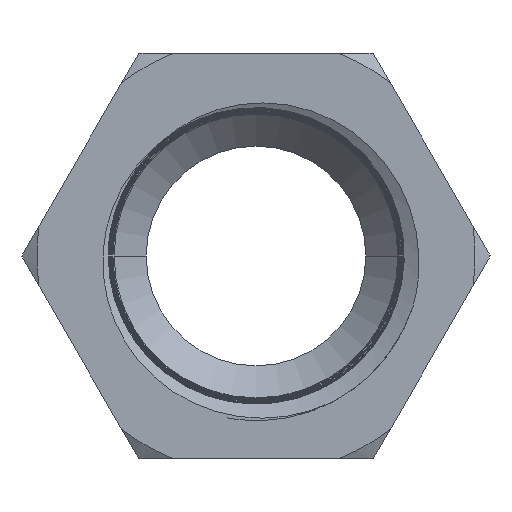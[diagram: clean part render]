
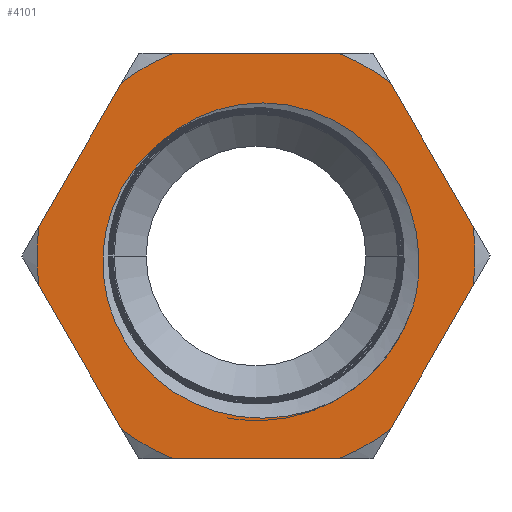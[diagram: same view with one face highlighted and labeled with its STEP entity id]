
A CAD part, left-side view. The second image highlights one B-rep face of the part: STEP entity #4101.
In plain terms, the highlighted planar face has unit normal (-1, 0, 0).
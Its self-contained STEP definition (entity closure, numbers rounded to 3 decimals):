
#121=DIRECTION('',(0.,-0.5,0.866));
#122=VECTOR('',#121,16.806);
#123=CARTESIAN_POINT('',(0.,22.042,3.023));
#124=LINE('',#123,#122);
#125=CARTESIAN_POINT('',(0.,0.,0.));
#126=DIRECTION('',(-1.,0.,0.));
#127=DIRECTION('',(0.,0.378,0.926));
#128=AXIS2_PLACEMENT_3D('',#125,#126,#127);
#130=DIRECTION('',(0.,-1.,0.));
#131=VECTOR('',#130,16.806);
#132=CARTESIAN_POINT('',(0.,8.403,20.6));
#133=LINE('',#132,#131);
#134=CARTESIAN_POINT('',(0.,0.,0.));
#135=DIRECTION('',(-1.,0.,0.));
#136=DIRECTION('',(0.,-0.613,0.79));
#137=AXIS2_PLACEMENT_3D('',#134,#135,#136);
#139=DIRECTION('',(0.,-0.5,-0.866));
#140=VECTOR('',#139,16.806);
#141=CARTESIAN_POINT('',(0.,-13.639,17.577));
#142=LINE('',#141,#140);
#143=DIRECTION('',(0.,0.5,-0.866));
#144=VECTOR('',#143,16.806);
#145=CARTESIAN_POINT('',(0.,-22.042,-3.023));
#146=LINE('',#145,#144);
#147=CARTESIAN_POINT('',(0.,0.,0.));
#148=DIRECTION('',(-1.,0.,0.));
#149=DIRECTION('',(0.,-0.378,-0.926));
#150=AXIS2_PLACEMENT_3D('',#147,#148,#149);
#152=DIRECTION('',(0.,1.,0.));
#153=VECTOR('',#152,16.806);
#154=CARTESIAN_POINT('',(0.,-8.403,-20.6));
#155=LINE('',#154,#153);
#156=CARTESIAN_POINT('',(0.,0.,0.));
#157=DIRECTION('',(-1.,0.,0.));
#158=DIRECTION('',(0.,0.613,-0.79));
#159=AXIS2_PLACEMENT_3D('',#156,#157,#158);
#161=DIRECTION('',(0.,0.5,0.866));
#162=VECTOR('',#161,16.806);
#163=CARTESIAN_POINT('',(0.,13.639,-17.577));
#164=LINE('',#163,#162);
#165=CARTESIAN_POINT('',(0.,9.877,11.379));
#166=CARTESIAN_POINT('',(0.,9.305,11.921));
#167=CARTESIAN_POINT('',(0.,8.091,12.9));
#168=CARTESIAN_POINT('',(0.,6.062,14.078));
#169=CARTESIAN_POINT('',(0.,3.844,14.941));
#170=CARTESIAN_POINT('',(0.,1.528,15.451));
#171=CARTESIAN_POINT('',(0.,-0.861,15.603));
#172=CARTESIAN_POINT('',(0.,-3.259,15.383));
#173=CARTESIAN_POINT('',(0.,-5.592,14.803));
#174=CARTESIAN_POINT('',(0.,-7.839,13.86));
#175=CARTESIAN_POINT('',(0.,-9.906,12.591));
#176=CARTESIAN_POINT('',(0.,-11.78,11.004));
#177=CARTESIAN_POINT('',(0.,-13.39,9.149));
#178=CARTESIAN_POINT('',(0.,-14.708,7.062));
#179=CARTESIAN_POINT('',(0.,-15.702,4.782));
#180=CARTESIAN_POINT('',(0.,-16.339,2.379));
#181=CARTESIAN_POINT('',(0.,-16.609,-0.115));
#182=CARTESIAN_POINT('',(0.,-16.498,-2.627));
#183=CARTESIAN_POINT('',(0.,-16.175,-4.27));
#184=CARTESIAN_POINT('',(0.,-15.949,-5.087));
#186=CARTESIAN_POINT('',(0.,0.,0.));
#187=DIRECTION('',(-1.,0.,0.));
#188=DIRECTION('',(0.,0.655,0.755));
#189=AXIS2_PLACEMENT_3D('',#186,#187,#188);
#191=CARTESIAN_POINT('',(0.,-7.729,-14.84));
#192=CARTESIAN_POINT('',(0.,-6.97,-15.203));
#193=CARTESIAN_POINT('',(0.,-5.419,-15.803));
#194=CARTESIAN_POINT('',(0.,-2.994,-16.35));
#195=CARTESIAN_POINT('',(0.,-0.501,-16.526));
#196=CARTESIAN_POINT('',(0.,1.95,-16.331));
#197=CARTESIAN_POINT('',(0.,4.363,-15.768));
#198=CARTESIAN_POINT('',(0.,6.638,-14.857));
#199=CARTESIAN_POINT('',(0.,8.744,-13.62));
#200=CARTESIAN_POINT('',(0.,10.641,-12.079));
#201=CARTESIAN_POINT('',(0.,12.264,-10.292));
#202=CARTESIAN_POINT('',(0.,13.606,-8.27));
#203=CARTESIAN_POINT('',(0.,14.614,-6.096));
#204=CARTESIAN_POINT('',(0.,15.283,-3.792));
#205=CARTESIAN_POINT('',(0.,15.593,-1.427));
#206=CARTESIAN_POINT('',(0.,15.542,0.944));
#207=CARTESIAN_POINT('',(0.,15.131,3.279));
#208=CARTESIAN_POINT('',(0.,14.375,5.506));
#209=CARTESIAN_POINT('',(0.,13.293,7.586));
#210=CARTESIAN_POINT('',(0.,11.909,9.471));
#211=CARTESIAN_POINT('',(0.,10.82,
10.559));
#212=CARTESIAN_POINT('',(0.,10.23,
11.063));
#214=CARTESIAN_POINT('',(0.,-15.949,-5.087));
#215=CARTESIAN_POINT('',(0.,-15.729,-5.776));
#216=CARTESIAN_POINT('',(0.,-15.206,-7.108));
#217=CARTESIAN_POINT('',(0.,-14.176,-8.984));
#218=CARTESIAN_POINT('',(0.,-12.928,-10.7));
#219=CARTESIAN_POINT('',(0.,-11.449,-12.271));
#220=CARTESIAN_POINT('',(0.,-9.732,-13.674));
#221=CARTESIAN_POINT('',(0.,-8.427,-14.477));
#222=CARTESIAN_POINT('',(0.,-7.729,-14.84));
#238=CARTESIAN_POINT('',(0.,0.,0.));
#239=DIRECTION('',(-1.,0.,0.));
#240=DIRECTION('',(0.,0.991,0.136));
#241=AXIS2_PLACEMENT_3D('',#238,#239,#240);
#264=CARTESIAN_POINT('',(0.,0.,0.));
#265=DIRECTION('',(-1.,0.,0.));
#266=DIRECTION('',(0.,-0.991,-0.136));
#267=AXIS2_PLACEMENT_3D('',#264,#265,#266);
#3841=CARTESIAN_POINT('',(0.,13.639,-17.577));
#3842=CARTESIAN_POINT('',(0.,8.403,-20.6));
#3843=VERTEX_POINT('',#3841);
#3844=VERTEX_POINT('',#3842);
#3845=CARTESIAN_POINT('',(0.,-8.403,-20.6));
#3846=CARTESIAN_POINT('',(0.,-13.639,-17.577));
#3847=VERTEX_POINT('',#3845);
#3848=VERTEX_POINT('',#3846);
#3849=CARTESIAN_POINT('',(0.,-13.639,17.577));
#3850=CARTESIAN_POINT('',(0.,-8.403,20.6));
#3851=VERTEX_POINT('',#3849);
#3852=VERTEX_POINT('',#3850);
#3853=CARTESIAN_POINT('',(0.,8.403,20.6));
#3854=CARTESIAN_POINT('',(0.,13.639,17.577));
#3855=VERTEX_POINT('',#3853);
#3856=VERTEX_POINT('',#3854);
#3873=CARTESIAN_POINT('',(0.,22.042,-3.023));
#3874=VERTEX_POINT('',#3873);
#3875=CARTESIAN_POINT('',(0.,22.042,3.023));
#3876=VERTEX_POINT('',#3875);
#3877=CARTESIAN_POINT('',(0.,-22.042,3.023));
#3878=VERTEX_POINT('',#3877);
#3879=CARTESIAN_POINT('',(0.,-22.042,-3.023));
#3880=VERTEX_POINT('',#3879);
#3927=VERTEX_POINT('',#165);
#3928=VERTEX_POINT('',#184);
#3929=VERTEX_POINT('',#222);
#3930=VERTEX_POINT('',#212);
#4060=CARTESIAN_POINT('',(0.,0.,0.));
#4061=DIRECTION('',(1.,0.,0.));
#4062=DIRECTION('',(0.,0.,-1.));
#4063=AXIS2_PLACEMENT_3D('',#4060,#4061,#4062);
#4064=PLANE('',#4063);
#4066=ORIENTED_EDGE('',*,*,#4065,.F.);
#4068=ORIENTED_EDGE('',*,*,#4067,.T.);
#4070=ORIENTED_EDGE('',*,*,#4069,.F.);
#4072=ORIENTED_EDGE('',*,*,#4071,.T.);
#4074=ORIENTED_EDGE('',*,*,#4073,.F.);
#4076=ORIENTED_EDGE('',*,*,#4075,.T.);
#4078=ORIENTED_EDGE('',*,*,#4077,.F.);
#4080=ORIENTED_EDGE('',*,*,#4079,.T.);
#4082=ORIENTED_EDGE('',*,*,#4081,.F.);
#4084=ORIENTED_EDGE('',*,*,#4083,.T.);
#4086=ORIENTED_EDGE('',*,*,#4085,.F.);
#4088=ORIENTED_EDGE('',*,*,#4087,.T.);
#4089=EDGE_LOOP('',(#4066,#4068,#4070,#4072,#4074,#4076,#4078,#4080,#4082,#4084,
#4086,#4088));
#4090=FACE_OUTER_BOUND('',#4089,.F.);
#4092=ORIENTED_EDGE('',*,*,#4091,.F.);
#4094=ORIENTED_EDGE('',*,*,#4093,.T.);
#4096=ORIENTED_EDGE('',*,*,#4095,.F.);
#4098=ORIENTED_EDGE('',*,*,#4097,.F.);
#4099=EDGE_LOOP('',(#4092,#4094,#4096,#4098));
#4100=FACE_BOUND('',#4099,.F.);
#129=CIRCLE('',#128,22.248);
#138=CIRCLE('',#137,22.248);
#151=CIRCLE('',#150,22.248);
#160=CIRCLE('',#159,22.248);
#185=B_SPLINE_CURVE_WITH_KNOTS('',3,(#165,#166,#167,#168,#169,#170,#171,#172,
#173,#174,#175,#176,#177,#178,#179,#180,#181,#182,#183,#184),.UNSPECIFIED.,.F.,
.F.,(4,1,1,1,1,1,1,1,1,1,1,1,1,1,1,1,1,4),(0.,0.059,
0.118,0.176,0.235,0.294,
0.353,0.412,0.471,0.529,
0.588,0.647,0.706,0.765,
0.824,0.882,0.941,1.),.UNSPECIFIED.);
#190=CIRCLE('',#189,15.068);
#213=B_SPLINE_CURVE_WITH_KNOTS('',3,(#191,#192,#193,#194,#195,#196,#197,#198,
#199,#200,#201,#202,#203,#204,#205,#206,#207,#208,#209,#210,#211,#212),
.UNSPECIFIED.,.F.,.F.,(4,1,1,1,1,1,1,1,1,1,1,1,1,1,1,1,1,1,1,4),(0.,
0.053,0.105,0.158,0.211,
0.263,0.316,0.368,0.421,
0.474,0.526,0.579,0.632,
0.684,0.737,0.789,0.842,
0.895,0.947,1.),.UNSPECIFIED.);
#223=B_SPLINE_CURVE_WITH_KNOTS('',3,(#214,#215,#216,#217,#218,#219,#220,#221,
#222),.UNSPECIFIED.,.F.,.F.,(4,1,1,1,1,1,4),(0.,0.167,
0.333,0.5,0.667,0.833,1.),
.UNSPECIFIED.);
#242=CIRCLE('',#241,22.248);
#268=CIRCLE('',#267,22.248);
#4065=EDGE_CURVE('',#3876,#3874,#242,.T.);
#4067=EDGE_CURVE('',#3876,#3856,#124,.T.);
#4069=EDGE_CURVE('',#3855,#3856,#129,.T.);
#4071=EDGE_CURVE('',#3855,#3852,#133,.T.);
#4073=EDGE_CURVE('',#3851,#3852,#138,.T.);
#4075=EDGE_CURVE('',#3851,#3878,#142,.T.);
#4077=EDGE_CURVE('',#3880,#3878,#268,.T.);
#4079=EDGE_CURVE('',#3880,#3848,#146,.T.);
#4081=EDGE_CURVE('',#3847,#3848,#151,.T.);
#4083=EDGE_CURVE('',#3847,#3844,#155,.T.);
#4085=EDGE_CURVE('',#3843,#3844,#160,.T.);
#4087=EDGE_CURVE('',#3843,#3874,#164,.T.);
#4091=EDGE_CURVE('',#3927,#3928,#185,.T.);
#4093=EDGE_CURVE('',#3927,#3930,#190,.T.);
#4095=EDGE_CURVE('',#3929,#3930,#213,.T.);
#4097=EDGE_CURVE('',#3928,#3929,#223,.T.);
#4101=ADVANCED_FACE('',(#4090,#4100),#4064,.F.);
